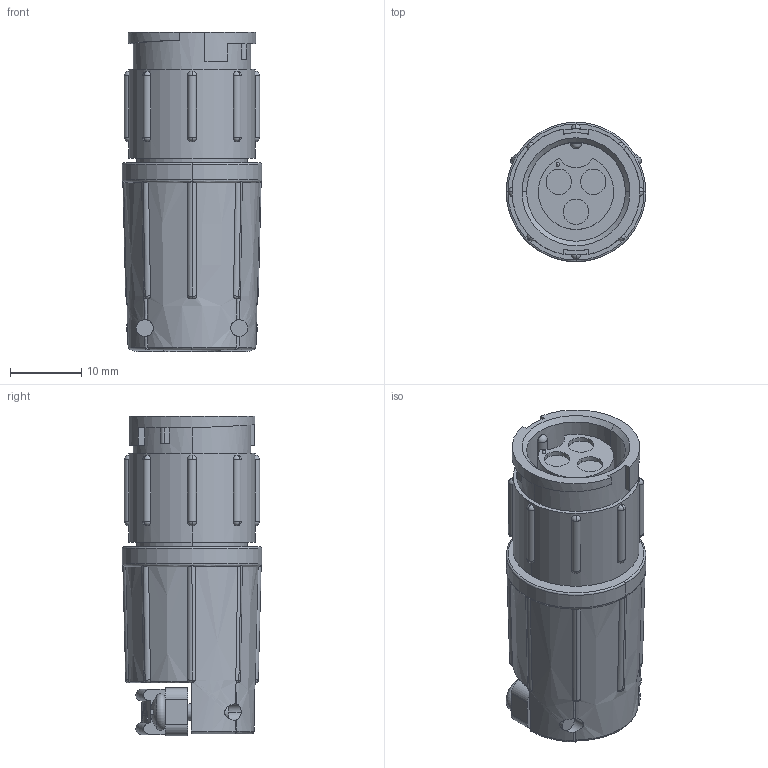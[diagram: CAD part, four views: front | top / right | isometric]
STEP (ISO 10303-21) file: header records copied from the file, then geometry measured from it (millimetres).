
FILE_DESCRIPTION (( 'STEP AP203' ), '1' );
FILE_NAME ('5180-3SG-524.STEP', '2015-03-25T15:00:19', ( '' ), ( '' ), 'SwSTEP 2.0', 'SolidWorks 2014', '' );
FILE_SCHEMA (( 'CONFIG_CONTROL_DESIGN' ));
Length unit declared in the file: inch
Products named in the file (1): 5180-3SG-524
Bounding box: 19.56 x 19.56 x 44.77 mm (x, y, z)
Volume: 9661 mm3; surface area: 4644.6 mm2
Topology: 1 solids, 1 shells, 341 faces, 931 edges, 583 vertices
Faces by surface type: plane 124, cylinder 103, torus 38, sphere 38, bspline 23, cone 15
Entity records: 11949 total; most frequent: CARTESIAN_POINT 3681, ORIENTED_EDGE 1788, DIRECTION 1669, EDGE_CURVE 894, AXIS2_PLACEMENT_3D 695, VERTEX_POINT 580, CIRCLE 376, EDGE_LOOP 368
